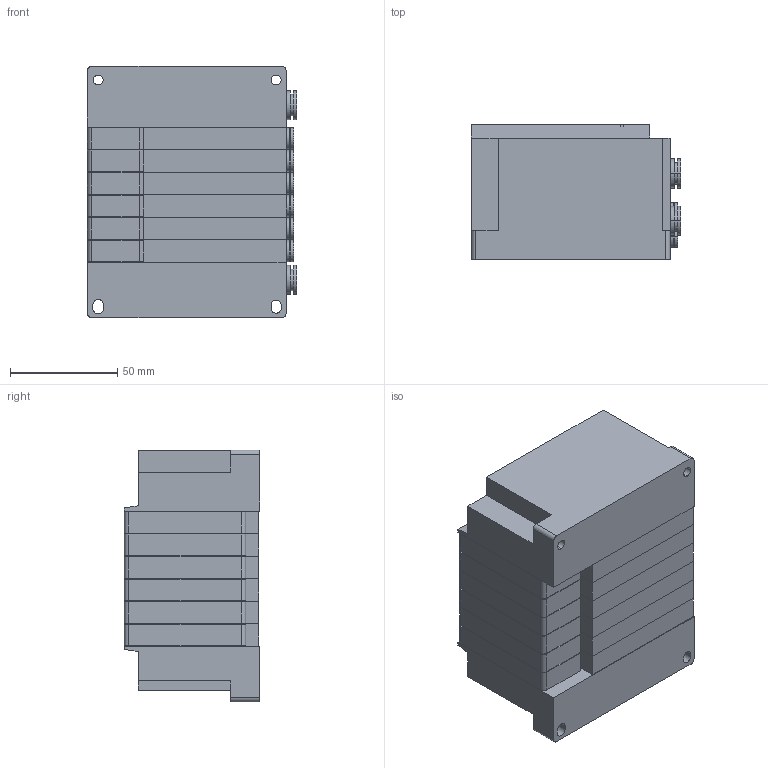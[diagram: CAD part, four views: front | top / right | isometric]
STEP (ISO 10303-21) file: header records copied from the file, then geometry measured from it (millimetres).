
FILE_DESCRIPTION (( 'STEP AP203' ), '1' );
FILE_NAME ('SS5Y3-10S0-06B-C6.step', '2018-05-11T06:49:37', ( '' ), ( '' ), 'SwSTEP 2.0', 'SolidWorks 2015', '' );
FILE_SCHEMA (( 'CONFIG_CONTROL_DESIGN' ));
Length unit declared in the file: millimetre
Products named in the file (5): _SY30M-1-1A-C8(10_6_D__); _SY3100-5R1(1); _SY30M-2-1DA-C6(10_); _SY30M-3-1A-C8(10_U__); SS5Y3-10S0-06B-C6
Assembly tree (14 placements, depth 2):
  SS5Y3-10S0-06B-C6
    _SY30M-1-1A-C8(10_6_D__)
    _SY3100-5R1(1)  x6
    _SY30M-2-1DA-C6(10_)  x6
    _SY30M-3-1A-C8(10_U__)
Bounding box: 97.5 x 63.1 x 117.5 mm (x, y, z)
Volume: 581094.5 mm3; surface area: 142514.7 mm2
Topology: 14 solids, 14 shells, 833 faces, 2043 edges, 1350 vertices
Faces by surface type: plane 552, cylinder 257, bspline 24
Entity records: 7625 total; most frequent: CARTESIAN_POINT 1245, DIRECTION 1204, ORIENTED_EDGE 1116, EDGE_CURVE 558, AXIS2_PLACEMENT_3D 409, VECTOR 386, LINE 386, VERTEX_POINT 370
